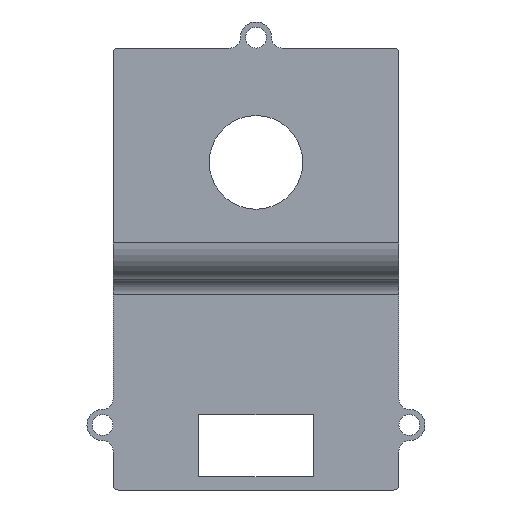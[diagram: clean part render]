
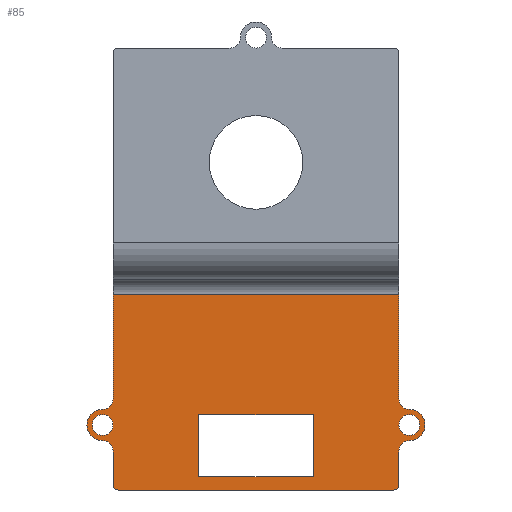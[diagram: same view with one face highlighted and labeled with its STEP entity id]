
A CAD part, front view. The second image highlights one B-rep face of the part: STEP entity #85.
In plain terms, the highlighted planar face has unit normal (0, -1, 0).
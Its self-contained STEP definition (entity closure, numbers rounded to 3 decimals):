
#85=ADVANCED_FACE('',(#182,#183,#184,#185),#123,.F.);
#123=PLANE('',#775);
#140=CIRCLE('',#765,2.);
#141=CIRCLE('',#766,2.);
#142=CIRCLE('',#767,2.);
#143=CIRCLE('',#768,3.);
#144=CIRCLE('',#769,2.);
#145=CIRCLE('',#770,1.);
#146=CIRCLE('',#771,1.);
#147=CIRCLE('',#772,2.);
#148=CIRCLE('',#773,3.);
#149=CIRCLE('',#774,2.);
#182=FACE_BOUND('',#204,.T.);
#183=FACE_BOUND('',#205,.T.);
#184=FACE_BOUND('',#206,.T.);
#185=FACE_BOUND('',#207,.T.);
#204=EDGE_LOOP('',(#256,#257,#258,#259));
#205=EDGE_LOOP('',(#260));
#206=EDGE_LOOP('',(#261));
#207=EDGE_LOOP('',(#262,#263,#264,#265,#266,#267,#268,#269,#270,#271,#272,
#273,#274,#275));
#256=ORIENTED_EDGE('',*,*,#536,.T.);
#257=ORIENTED_EDGE('',*,*,#537,.T.);
#258=ORIENTED_EDGE('',*,*,#538,.T.);
#259=ORIENTED_EDGE('',*,*,#539,.T.);
#260=ORIENTED_EDGE('',*,*,#540,.T.);
#261=ORIENTED_EDGE('',*,*,#541,.T.);
#262=ORIENTED_EDGE('',*,*,#542,.F.);
#263=ORIENTED_EDGE('',*,*,#543,.T.);
#264=ORIENTED_EDGE('',*,*,#544,.F.);
#265=ORIENTED_EDGE('',*,*,#545,.F.);
#266=ORIENTED_EDGE('',*,*,#546,.F.);
#267=ORIENTED_EDGE('',*,*,#547,.F.);
#268=ORIENTED_EDGE('',*,*,#548,.F.);
#269=ORIENTED_EDGE('',*,*,#549,.F.);
#270=ORIENTED_EDGE('',*,*,#550,.F.);
#271=ORIENTED_EDGE('',*,*,#551,.F.);
#272=ORIENTED_EDGE('',*,*,#552,.F.);
#273=ORIENTED_EDGE('',*,*,#553,.F.);
#274=ORIENTED_EDGE('',*,*,#554,.F.);
#275=ORIENTED_EDGE('',*,*,#555,.F.);
#464=VERTEX_POINT('',#1071);
#465=VERTEX_POINT('',#1072);
#466=VERTEX_POINT('',#1074);
#467=VERTEX_POINT('',#1076);
#468=VERTEX_POINT('',#1079);
#469=VERTEX_POINT('',#1081);
#470=VERTEX_POINT('',#1083);
#471=VERTEX_POINT('',#1084);
#472=VERTEX_POINT('',#1086);
#473=VERTEX_POINT('',#1088);
#474=VERTEX_POINT('',#1090);
#475=VERTEX_POINT('',#1092);
#476=VERTEX_POINT('',#1094);
#477=VERTEX_POINT('',#1096);
#478=VERTEX_POINT('',#1098);
#479=VERTEX_POINT('',#1100);
#480=VERTEX_POINT('',#1102);
#481=VERTEX_POINT('',#1104);
#482=VERTEX_POINT('',#1106);
#483=VERTEX_POINT('',#1108);
#536=EDGE_CURVE('',#464,#465,#640,.T.);
#537=EDGE_CURVE('',#465,#466,#641,.T.);
#538=EDGE_CURVE('',#466,#467,#642,.T.);
#539=EDGE_CURVE('',#467,#464,#643,.T.);
#540=EDGE_CURVE('',#468,#468,#140,.T.);
#541=EDGE_CURVE('',#469,#469,#141,.T.);
#542=EDGE_CURVE('',#470,#471,#644,.T.);
#543=EDGE_CURVE('',#470,#472,#645,.T.);
#544=EDGE_CURVE('',#473,#472,#646,.T.);
#545=EDGE_CURVE('',#474,#473,#142,.T.);
#546=EDGE_CURVE('',#475,#474,#143,.T.);
#547=EDGE_CURVE('',#476,#475,#144,.T.);
#548=EDGE_CURVE('',#477,#476,#647,.T.);
#549=EDGE_CURVE('',#478,#477,#145,.T.);
#550=EDGE_CURVE('',#479,#478,#648,.T.);
#551=EDGE_CURVE('',#480,#479,#146,.T.);
#552=EDGE_CURVE('',#481,#480,#649,.T.);
#553=EDGE_CURVE('',#482,#481,#147,.T.);
#554=EDGE_CURVE('',#483,#482,#148,.T.);
#555=EDGE_CURVE('',#471,#483,#149,.T.);
#640=LINE('',#1070,#702);
#641=LINE('',#1073,#703);
#642=LINE('',#1075,#704);
#643=LINE('',#1077,#705);
#644=LINE('',#1082,#706);
#645=LINE('',#1085,#707);
#646=LINE('',#1087,#708);
#647=LINE('',#1095,#709);
#648=LINE('',#1099,#710);
#649=LINE('',#1103,#711);
#702=VECTOR('',#847,1.);
#703=VECTOR('',#848,1.);
#704=VECTOR('',#849,1.);
#705=VECTOR('',#850,1.);
#706=VECTOR('',#855,1.);
#707=VECTOR('',#856,1.);
#708=VECTOR('',#857,1.);
#709=VECTOR('',#864,1.);
#710=VECTOR('',#867,1.);
#711=VECTOR('',#870,1.);
#765=AXIS2_PLACEMENT_3D('',#1078,#851,#852);
#766=AXIS2_PLACEMENT_3D('',#1080,#853,#854);
#767=AXIS2_PLACEMENT_3D('',#1089,#858,#859);
#768=AXIS2_PLACEMENT_3D('',#1091,#860,#861);
#769=AXIS2_PLACEMENT_3D('',#1093,#862,#863);
#770=AXIS2_PLACEMENT_3D('',#1097,#865,#866);
#771=AXIS2_PLACEMENT_3D('',#1101,#868,#869);
#772=AXIS2_PLACEMENT_3D('',#1105,#871,#872);
#773=AXIS2_PLACEMENT_3D('',#1107,#873,#874);
#774=AXIS2_PLACEMENT_3D('',#1109,#875,#876);
#775=AXIS2_PLACEMENT_3D('',#1110,#877,#878);
#847=DIRECTION('',(0.,0.,-1.));
#848=DIRECTION('',(-1.,0.,0.));
#849=DIRECTION('',(0.,0.,1.));
#850=DIRECTION('',(1.,0.,0.));
#851=DIRECTION('',(0.,1.,0.));
#852=DIRECTION('',(0.,0.,1.));
#853=DIRECTION('',(0.,1.,0.));
#854=DIRECTION('',(0.,0.,1.));
#855=DIRECTION('',(0.,0.,-1.));
#856=DIRECTION('',(-1.,0.,0.));
#857=DIRECTION('',(0.,0.,1.));
#858=DIRECTION('',(0.,-1.,0.));
#859=DIRECTION('',(0.,0.,1.));
#860=DIRECTION('',(0.,1.,0.));
#861=DIRECTION('',(0.,0.,1.));
#862=DIRECTION('',(0.,-1.,0.));
#863=DIRECTION('',(0.,0.,1.));
#864=DIRECTION('',(0.,0.,1.));
#865=DIRECTION('',(0.,1.,0.));
#866=DIRECTION('',(0.,0.,1.));
#867=DIRECTION('',(-1.,0.,0.));
#868=DIRECTION('',(0.,1.,0.));
#869=DIRECTION('',(0.,0.,1.));
#870=DIRECTION('',(0.,0.,-1.));
#871=DIRECTION('',(0.,-1.,0.));
#872=DIRECTION('',(0.,0.,1.));
#873=DIRECTION('',(0.,1.,0.));
#874=DIRECTION('',(0.,0.,1.));
#875=DIRECTION('',(0.,-1.,0.));
#876=DIRECTION('',(0.,0.,1.));
#877=DIRECTION('',(0.,1.,0.));
#878=DIRECTION('',(0.,0.,1.));
#1070=CARTESIAN_POINT('',(11.,-12.,-41.5));
#1071=CARTESIAN_POINT('',(11.,-12.,-28.));
#1072=CARTESIAN_POINT('',(11.,-12.,-40.));
#1073=CARTESIAN_POINT('',(50.,-12.,-40.));
#1074=CARTESIAN_POINT('',(-11.,-12.,-40.));
#1075=CARTESIAN_POINT('',(-11.,-12.,-41.5));
#1076=CARTESIAN_POINT('',(-11.,-12.,-28.));
#1077=CARTESIAN_POINT('',(50.,-12.,-28.));
#1078=CARTESIAN_POINT('',(29.5,-12.,-30.));
#1079=CARTESIAN_POINT('',(29.5,-12.,-28.));
#1080=CARTESIAN_POINT('',(-29.5,-12.,-30.));
#1081=CARTESIAN_POINT('',(-29.5,-12.,-28.));
#1082=CARTESIAN_POINT('',(27.5,-12.,-5.));
#1083=CARTESIAN_POINT('',(27.5,-12.,-5.));
#1084=CARTESIAN_POINT('',(27.5,-12.,-25.));
#1085=CARTESIAN_POINT('',(50.,-12.,-5.));
#1086=CARTESIAN_POINT('',(-27.5,-12.,-5.));
#1087=CARTESIAN_POINT('',(-27.5,-12.,5.));
#1088=CARTESIAN_POINT('',(-27.5,-12.,-25.));
#1089=CARTESIAN_POINT('',(-29.5,-12.,-25.));
#1090=CARTESIAN_POINT('',(-29.5,-12.,-27.));
#1091=CARTESIAN_POINT('',(-29.5,-12.,-30.));
#1092=CARTESIAN_POINT('',(-29.5,-12.,-33.));
#1093=CARTESIAN_POINT('',(-29.5,-12.,-35.));
#1094=CARTESIAN_POINT('',(-27.5,-12.,-35.));
#1095=CARTESIAN_POINT('',(-27.5,-12.,-41.5));
#1096=CARTESIAN_POINT('',(-27.5,-12.,-41.5));
#1097=CARTESIAN_POINT('',(-26.5,-12.,-41.5));
#1098=CARTESIAN_POINT('',(-26.5,-12.,-42.5));
#1099=CARTESIAN_POINT('',(50.,-12.,-42.5));
#1100=CARTESIAN_POINT('',(26.5,-12.,-42.5));
#1101=CARTESIAN_POINT('',(26.5,-12.,-41.5));
#1102=CARTESIAN_POINT('',(27.5,-12.,-41.5));
#1103=CARTESIAN_POINT('',(27.5,-12.,-35.));
#1104=CARTESIAN_POINT('',(27.5,-12.,-35.));
#1105=CARTESIAN_POINT('',(29.5,-12.,-35.));
#1106=CARTESIAN_POINT('',(29.5,-12.,-33.));
#1107=CARTESIAN_POINT('',(29.5,-12.,-30.));
#1108=CARTESIAN_POINT('',(29.5,-12.,-27.));
#1109=CARTESIAN_POINT('',(29.5,-12.,-25.));
#1110=CARTESIAN_POINT('',(50.,-12.,-41.5));
